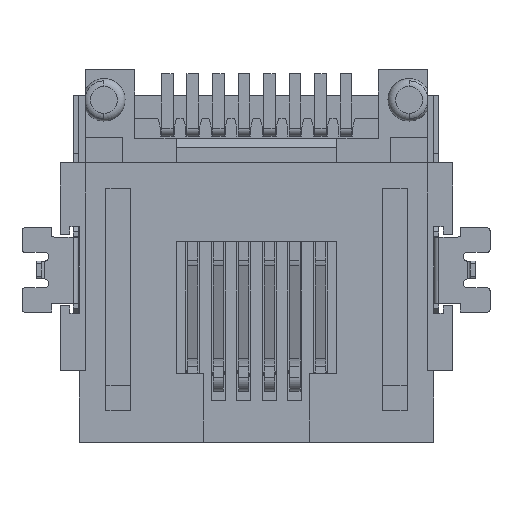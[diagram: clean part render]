
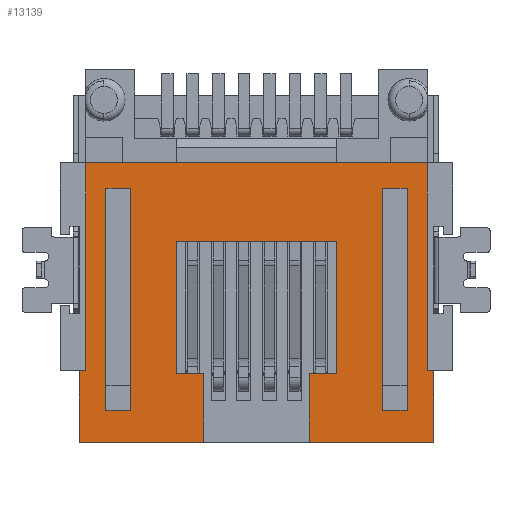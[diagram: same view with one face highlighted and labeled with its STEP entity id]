
A CAD part, front view. The second image highlights one B-rep face of the part: STEP entity #13139.
In plain terms, the highlighted planar face has unit normal (0, -1, 0).
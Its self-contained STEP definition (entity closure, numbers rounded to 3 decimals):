
#528=DIRECTION('',(0.,0.,-1.));
#529=VECTOR('',#528,2.8);
#530=CARTESIAN_POINT('',(0.,-11.4,-10.72));
#531=LINE('',#530,#529);
#816=DIRECTION('',(0.,0.,1.));
#817=VECTOR('',#816,8.15);
#818=CARTESIAN_POINT('',(-0.25,-11.4,-10.72));
#819=LINE('',#818,#817);
#824=DIRECTION('',(-1.,0.,0.));
#825=VECTOR('',#824,13.4);
#826=CARTESIAN_POINT('',(-0.25,-11.4,-2.57));
#827=LINE('',#826,#825);
#828=DIRECTION('',(1.,0.,0.));
#829=VECTOR('',#828,4.875);
#830=CARTESIAN_POINT('',(-4.875,-11.4,-13.52));
#831=LINE('',#830,#829);
#832=DIRECTION('',(-1.,0.,0.));
#833=VECTOR('',#832,1.075);
#834=CARTESIAN_POINT('',(-3.8,-11.4,-10.82));
#835=LINE('',#834,#833);
#836=DIRECTION('',(0.,0.,-1.));
#837=VECTOR('',#836,5.15);
#838=CARTESIAN_POINT('',(-3.8,-11.4,-5.67));
#839=LINE('',#838,#837);
#840=DIRECTION('',(0.,0.,1.));
#841=VECTOR('',#840,5.15);
#842=CARTESIAN_POINT('',(-10.1,-11.4,-10.82));
#843=LINE('',#842,#841);
#844=DIRECTION('',(1.,0.,0.));
#845=VECTOR('',#844,4.875);
#846=CARTESIAN_POINT('',(-13.9,-11.4,-13.52));
#847=LINE('',#846,#845);
#852=DIRECTION('',(0.,0.,-1.));
#853=VECTOR('',#852,8.15);
#854=CARTESIAN_POINT('',(-13.65,-11.4,-2.57));
#855=LINE('',#854,#853);
#896=DIRECTION('',(0.,0.,1.));
#897=VECTOR('',#896,2.8);
#898=CARTESIAN_POINT('',(-13.9,-11.4,-13.52));
#899=LINE('',#898,#897);
#2382=DIRECTION('',(-1.,0.,0.));
#2383=VECTOR('',#2382,0.25);
#2384=CARTESIAN_POINT('',(-13.65,-11.4,-10.72));
#2385=LINE('',#2384,#2383);
#2398=DIRECTION('',(-1.,0.,0.));
#2399=VECTOR('',#2398,0.25);
#2400=CARTESIAN_POINT('',(0.,-11.4,-10.72));
#2401=LINE('',#2400,#2399);
#2418=DIRECTION('',(0.,0.,1.));
#2419=VECTOR('',#2418,2.7);
#2420=CARTESIAN_POINT('',(-4.875,-11.4,-13.52));
#2421=LINE('',#2420,#2419);
#2450=DIRECTION('',(-1.,0.,0.));
#2451=VECTOR('',#2450,6.3);
#2452=CARTESIAN_POINT('',(-3.8,-11.4,-5.67));
#2453=LINE('',#2452,#2451);
#2462=DIRECTION('',(1.,0.,0.));
#2463=VECTOR('',#2462,1.075);
#2464=CARTESIAN_POINT('',(-10.1,-11.4,-10.82));
#2465=LINE('',#2464,#2463);
#2474=DIRECTION('',(0.,0.,-1.));
#2475=VECTOR('',#2474,2.7);
#2476=CARTESIAN_POINT('',(-9.025,-11.4,-10.82));
#2477=LINE('',#2476,#2475);
#2498=DIRECTION('',(0.,0.,1.));
#2499=VECTOR('',#2498,8.7);
#2500=CARTESIAN_POINT('',(-11.9,-11.4,-12.27));
#2501=LINE('',#2500,#2499);
#2502=DIRECTION('',(-1.,0.,0.));
#2503=VECTOR('',#2502,0.95);
#2504=CARTESIAN_POINT('',(-11.9,-11.4,-3.57));
#2505=LINE('',#2504,#2503);
#2510=DIRECTION('',(0.,0.,-1.));
#2511=VECTOR('',#2510,8.7);
#2512=CARTESIAN_POINT('',(-12.85,-11.4,-3.57));
#2513=LINE('',#2512,#2511);
#2522=DIRECTION('',(1.,0.,0.));
#2523=VECTOR('',#2522,0.95);
#2524=CARTESIAN_POINT('',(-12.85,-11.4,-12.27));
#2525=LINE('',#2524,#2523);
#2570=DIRECTION('',(0.,0.,1.));
#2571=VECTOR('',#2570,8.7);
#2572=CARTESIAN_POINT('',(-1.05,-11.4,-12.27));
#2573=LINE('',#2572,#2571);
#2574=DIRECTION('',(-1.,0.,0.));
#2575=VECTOR('',#2574,0.95);
#2576=CARTESIAN_POINT('',(-1.05,-11.4,-3.57));
#2577=LINE('',#2576,#2575);
#2582=DIRECTION('',(0.,0.,-1.));
#2583=VECTOR('',#2582,8.7);
#2584=CARTESIAN_POINT('',(-2.,-11.4,-3.57));
#2585=LINE('',#2584,#2583);
#2594=DIRECTION('',(1.,0.,0.));
#2595=VECTOR('',#2594,0.95);
#2596=CARTESIAN_POINT('',(-2.,-11.4,-12.27));
#2597=LINE('',#2596,#2595);
#10551=CARTESIAN_POINT('',(-0.25,-11.4,-2.57));
#10552=VERTEX_POINT('',#10551);
#10553=CARTESIAN_POINT('',(-13.65,-11.4,-2.57));
#10554=VERTEX_POINT('',#10553);
#10611=CARTESIAN_POINT('',(-3.8,-11.4,-10.82));
#10612=VERTEX_POINT('',#10611);
#10613=CARTESIAN_POINT('',(-3.8,-11.4,-5.67));
#10614=VERTEX_POINT('',#10613);
#10619=CARTESIAN_POINT('',(-10.1,-11.4,-5.67));
#10620=VERTEX_POINT('',#10619);
#10621=CARTESIAN_POINT('',(-10.1,-11.4,-10.82));
#10622=VERTEX_POINT('',#10621);
#10779=CARTESIAN_POINT('',(-4.875,-11.4,-13.52));
#10780=VERTEX_POINT('',#10779);
#10781=CARTESIAN_POINT('',(0.,-11.4,-13.52));
#10782=VERTEX_POINT('',#10781);
#10783=CARTESIAN_POINT('',(-13.9,-11.4,-13.52));
#10784=VERTEX_POINT('',#10783);
#10785=CARTESIAN_POINT('',(-9.025,-11.4,-13.52));
#10786=VERTEX_POINT('',#10785);
#10799=CARTESIAN_POINT('',(-4.875,-11.4,-10.82));
#10800=VERTEX_POINT('',#10799);
#10801=CARTESIAN_POINT('',(-13.65,-11.4,-10.72));
#10802=VERTEX_POINT('',#10801);
#10803=CARTESIAN_POINT('',(-0.25,-11.4,-10.72));
#10804=VERTEX_POINT('',#10803);
#10805=CARTESIAN_POINT('',(0.,-11.4,-10.72));
#10806=VERTEX_POINT('',#10805);
#10807=CARTESIAN_POINT('',(-9.025,-11.4,-10.82));
#10808=VERTEX_POINT('',#10807);
#10809=CARTESIAN_POINT('',(-13.9,-11.4,-10.72));
#10810=VERTEX_POINT('',#10809);
#10811=CARTESIAN_POINT('',(-11.9,-11.4,-12.27));
#10812=CARTESIAN_POINT('',(-11.9,-11.4,-3.57));
#10813=VERTEX_POINT('',#10811);
#10814=VERTEX_POINT('',#10812);
#10815=CARTESIAN_POINT('',(-12.85,-11.4,-3.57));
#10816=VERTEX_POINT('',#10815);
#10817=CARTESIAN_POINT('',(-12.85,-11.4,-12.27));
#10818=VERTEX_POINT('',#10817);
#10819=CARTESIAN_POINT('',(-1.05,-11.4,-12.27));
#10820=CARTESIAN_POINT('',(-1.05,-11.4,-3.57));
#10821=VERTEX_POINT('',#10819);
#10822=VERTEX_POINT('',#10820);
#10823=CARTESIAN_POINT('',(-2.,-11.4,-3.57));
#10824=VERTEX_POINT('',#10823);
#10825=CARTESIAN_POINT('',(-2.,-11.4,-12.27));
#10826=VERTEX_POINT('',#10825);
#13087=CARTESIAN_POINT('',(-6.95,-11.4,-8.045));
#13088=DIRECTION('',(0.,1.,0.));
#13089=DIRECTION('',(0.,0.,1.));
#13090=AXIS2_PLACEMENT_3D('',#13087,#13088,#13089);
#13091=PLANE('',#13090);
#13093=ORIENTED_EDGE('',*,*,#13092,.F.);
#13094=ORIENTED_EDGE('',*,*,#12973,.F.);
#13095=ORIENTED_EDGE('',*,*,#13078,.F.);
#13097=ORIENTED_EDGE('',*,*,#13096,.F.);
#13098=ORIENTED_EDGE('',*,*,#12580,.T.);
#13099=ORIENTED_EDGE('',*,*,#12678,.F.);
#13101=ORIENTED_EDGE('',*,*,#13100,.T.);
#13103=ORIENTED_EDGE('',*,*,#13102,.F.);
#13104=ORIENTED_EDGE('',*,*,#12883,.F.);
#13106=ORIENTED_EDGE('',*,*,#13105,.T.);
#13107=ORIENTED_EDGE('',*,*,#12849,.F.);
#13109=ORIENTED_EDGE('',*,*,#13108,.T.);
#13111=ORIENTED_EDGE('',*,*,#13110,.T.);
#13112=ORIENTED_EDGE('',*,*,#12684,.F.);
#13114=ORIENTED_EDGE('',*,*,#13113,.T.);
#13116=ORIENTED_EDGE('',*,*,#13115,.F.);
#13117=EDGE_LOOP('',(#13093,#13094,#13095,#13097,#13098,#13099,#13101,#13103,
#13104,#13106,#13107,#13109,#13111,#13112,#13114,#13116));
#13118=FACE_OUTER_BOUND('',#13117,.F.);
#13120=ORIENTED_EDGE('',*,*,#13119,.T.);
#13122=ORIENTED_EDGE('',*,*,#13121,.T.);
#13124=ORIENTED_EDGE('',*,*,#13123,.T.);
#13126=ORIENTED_EDGE('',*,*,#13125,.T.);
#13127=EDGE_LOOP('',(#13120,#13122,#13124,#13126));
#13128=FACE_BOUND('',#13127,.F.);
#13130=ORIENTED_EDGE('',*,*,#13129,.T.);
#13132=ORIENTED_EDGE('',*,*,#13131,.T.);
#13134=ORIENTED_EDGE('',*,*,#13133,.T.);
#13136=ORIENTED_EDGE('',*,*,#13135,.T.);
#13137=EDGE_LOOP('',(#13130,#13132,#13134,#13136));
#13138=FACE_BOUND('',#13137,.F.);
#13139=ADVANCED_FACE('',(#13118,#13128,#13138),#13091,.F.);
#12580=EDGE_CURVE('',#10806,#10782,#531,.T.);
#12678=EDGE_CURVE('',#10780,#10782,#831,.T.);
#12684=EDGE_CURVE('',#10784,#10786,#847,.T.);
#12849=EDGE_CURVE('',#10622,#10620,#843,.T.);
#12883=EDGE_CURVE('',#10614,#10612,#839,.T.);
#12973=EDGE_CURVE('',#10552,#10554,#827,.T.);
#13078=EDGE_CURVE('',#10804,#10552,#819,.T.);
#13092=EDGE_CURVE('',#10554,#10802,#855,.T.);
#13096=EDGE_CURVE('',#10806,#10804,#2401,.T.);
#13100=EDGE_CURVE('',#10780,#10800,#2421,.T.);
#13102=EDGE_CURVE('',#10612,#10800,#835,.T.);
#13105=EDGE_CURVE('',#10614,#10620,#2453,.T.);
#13108=EDGE_CURVE('',#10622,#10808,#2465,.T.);
#13110=EDGE_CURVE('',#10808,#10786,#2477,.T.);
#13113=EDGE_CURVE('',#10784,#10810,#899,.T.);
#13115=EDGE_CURVE('',#10802,#10810,#2385,.T.);
#13119=EDGE_CURVE('',#10813,#10814,#2501,.T.);
#13121=EDGE_CURVE('',#10814,#10816,#2505,.T.);
#13123=EDGE_CURVE('',#10816,#10818,#2513,.T.);
#13125=EDGE_CURVE('',#10818,#10813,#2525,.T.);
#13129=EDGE_CURVE('',#10821,#10822,#2573,.T.);
#13131=EDGE_CURVE('',#10822,#10824,#2577,.T.);
#13133=EDGE_CURVE('',#10824,#10826,#2585,.T.);
#13135=EDGE_CURVE('',#10826,#10821,#2597,.T.);
